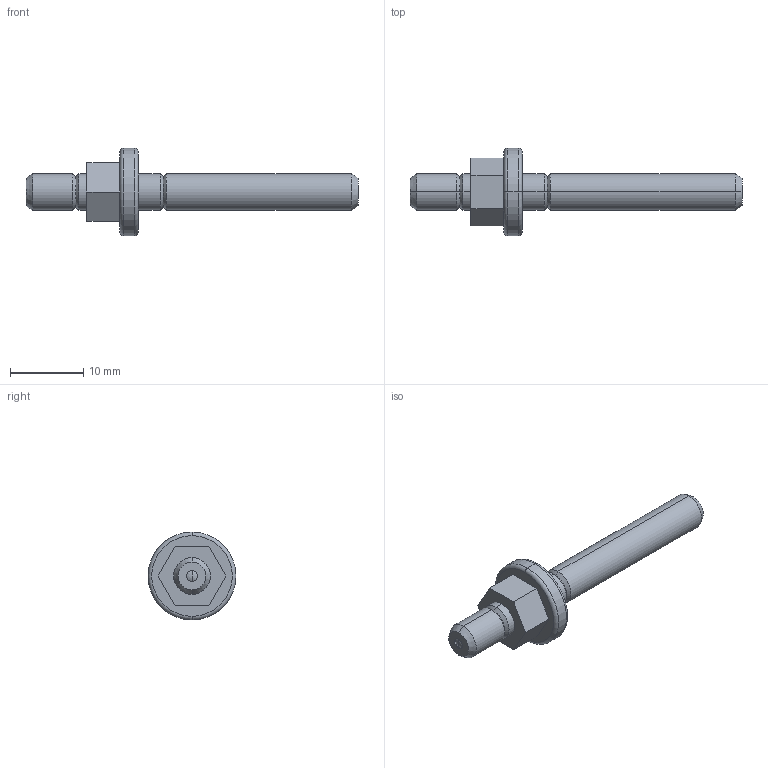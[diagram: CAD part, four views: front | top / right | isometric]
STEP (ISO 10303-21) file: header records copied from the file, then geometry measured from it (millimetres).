
FILE_DESCRIPTION (( 'STEP AP214' ), '1' );
FILE_NAME ('GPF-VJ03-2.STEP', '2017-11-17T11:49:34', ( '' ), ( '' ), 'SwSTEP 2.0', 'SolidWorks 2018', '' );
FILE_SCHEMA (( 'AUTOMOTIVE_DESIGN' ));
Length unit declared in the file: millimetre
Products named in the file (1): GPF-VJ03-2
Bounding box: 45.3 x 12 x 12 mm (x, y, z)
Volume: 1195.2 mm3; surface area: 1079.5 mm2
Topology: 1 solids, 1 shells, 50 faces, 106 edges, 60 vertices
Faces by surface type: cylinder 16, cone 12, plane 12, torus 6, bspline 4
Entity records: 1428 total; most frequent: CARTESIAN_POINT 285, DIRECTION 244, ORIENTED_EDGE 204, EDGE_CURVE 102, AXIS2_PLACEMENT_3D 99, VERTEX_POINT 60, EDGE_LOOP 56, CIRCLE 52
